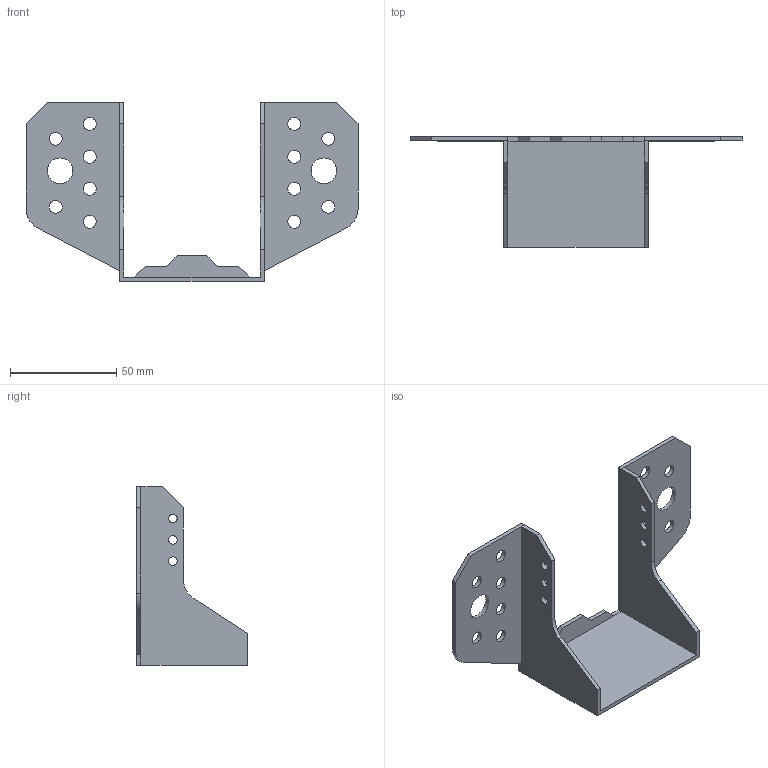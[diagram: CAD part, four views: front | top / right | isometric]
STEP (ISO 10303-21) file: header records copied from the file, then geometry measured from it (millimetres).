
FILE_DESCRIPTION(('FreeCAD Model'),'2;1');
FILE_NAME('SAET200_L64_H83.step','2015-07-18T10:39:03',('Author'),(''), 'Open CASCADE STEP processor 6.8','FreeCAD','Unknown');
FILE_SCHEMA(('AUTOMOTIVE_DESIGN_CC2 { 1 2 10303 214 -1 1 5 4 }'));
Length unit declared in the file: millimetre
Products named in the file (1): Pocket001
Bounding box: 156 x 52 x 84 mm (x, y, z)
Volume: 27900.6 mm3; surface area: 29979.5 mm2
Topology: 1 solids, 1 shells, 65 faces, 177 edges, 114 vertices
Faces by surface type: plane 41, cylinder 24
Full cylindrical faces by diameter (mm): 4 x6, 6 x12, 12 x2
Entity records: 4439 total; most frequent: CARTESIAN_POINT 753, DIRECTION 689, LINE 417, VECTOR 417, ORIENTED_EDGE 354, PCURVE 354, DEFINITIONAL_REPRESENTATION 354, EDGE_CURVE 177
